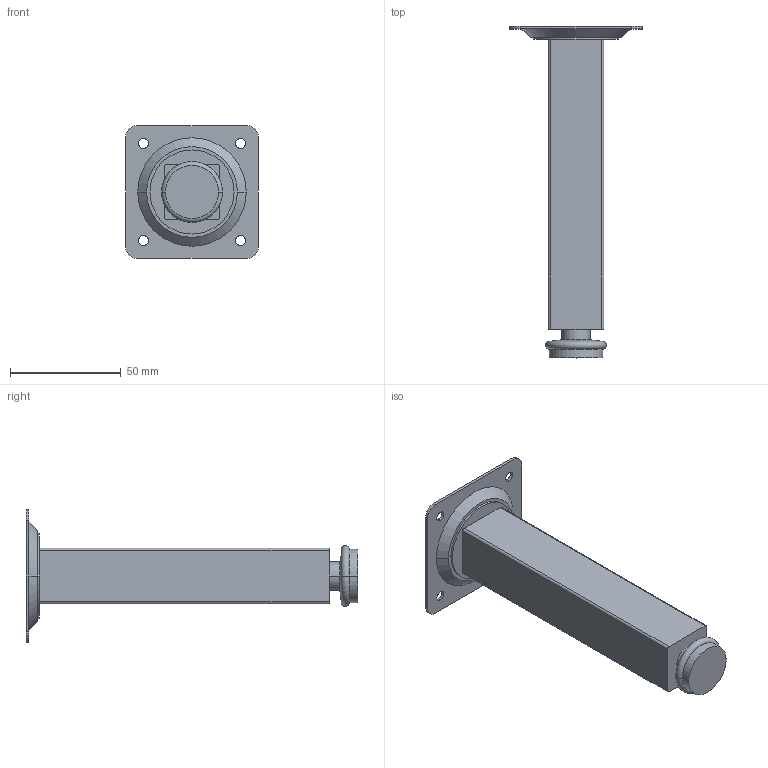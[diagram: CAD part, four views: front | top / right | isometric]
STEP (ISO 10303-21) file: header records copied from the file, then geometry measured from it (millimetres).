
FILE_DESCRIPTION (( 'STEP AP214' ), '1' );
FILE_NAME ('F001949,F001950,F003052_3D.step', '2022-10-10T13:53:22', ( '' ), ( '' ), 'SwSTEP 2.0', 'SolidWorks 2020', '' );
FILE_SCHEMA (( 'AUTOMOTIVE_DESIGN' ));
Length unit declared in the file: millimetre
Products named in the file (1): F001949,F001950,F003052_3D
Bounding box: 60 x 150 x 60 mm (x, y, z)
Volume: 97975.1 mm3; surface area: 22196 mm2
Topology: 1 solids, 1 shells, 42 faces, 102 edges, 66 vertices
Faces by surface type: cylinder 22, plane 14, cone 4, torus 2
Entity records: 1300 total; most frequent: DIRECTION 240, CARTESIAN_POINT 211, ORIENTED_EDGE 204, EDGE_CURVE 102, AXIS2_PLACEMENT_3D 95, VERTEX_POINT 66, EDGE_LOOP 54, CIRCLE 52
